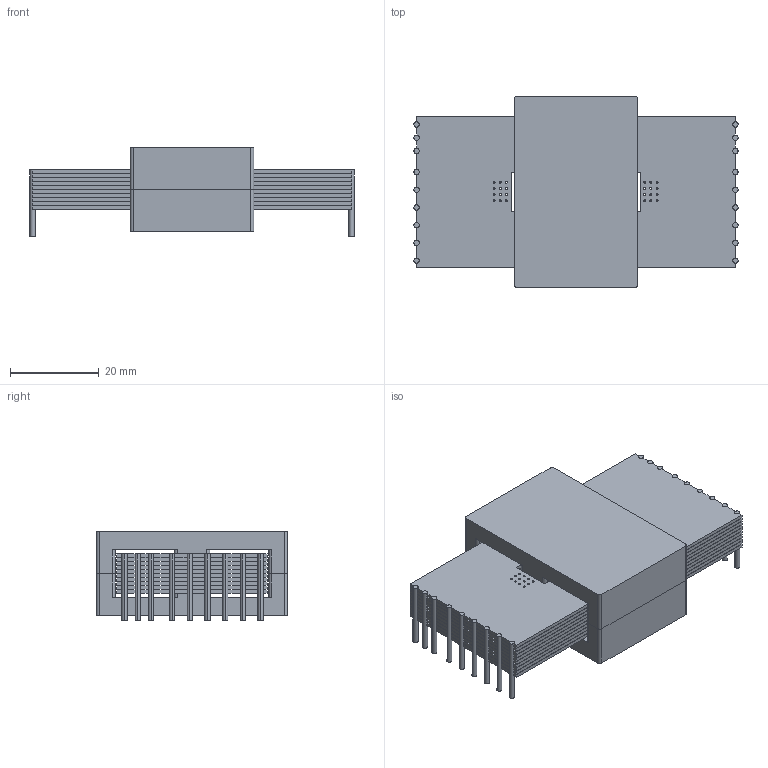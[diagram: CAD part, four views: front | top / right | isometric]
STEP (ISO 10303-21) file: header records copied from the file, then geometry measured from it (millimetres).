
FILE_DESCRIPTION (( 'STEP AP214' ), '1' );
FILE_NAME ('planar_transformer.STEP', '2020-11-26T13:03:08', ( '' ), ( '' ), 'SwSTEP 2.0', 'SolidWorks 2016', '' );
FILE_SCHEMA (( 'AUTOMOTIVE_DESIGN' ));
Length unit declared in the file: millimetre
Products named in the file (1): planar_transformer
Bounding box: 73.2 x 43.2 x 20.05 mm (x, y, z)
Surface area: 53970.4 mm2 (no closed solid volume)
Topology: 0 solids, 30 shells, 734 faces, 2874 edges, 2188 vertices
Faces by surface type: cylinder 426, plane 308
Entity records: 40438 total; most frequent: DIRECTION 5964, CARTESIAN_POINT 5797, ORIENTED_EDGE 4868, EDGE_CURVE 2874, AXIS2_PLACEMENT_3D 2355, VERTEX_POINT 2188, CIRCLE 1620, LINE 1254
